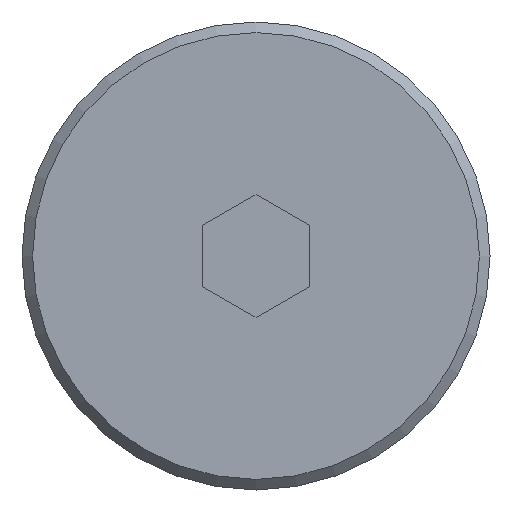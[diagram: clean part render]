
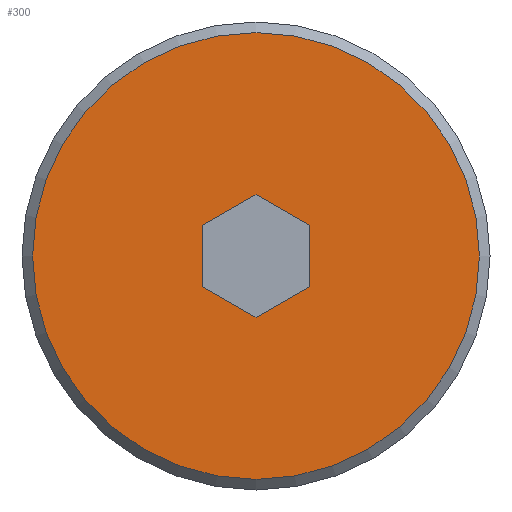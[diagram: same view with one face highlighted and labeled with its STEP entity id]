
A CAD part, front view. The second image highlights one B-rep face of the part: STEP entity #300.
In plain terms, the highlighted planar face has unit normal (0, -1, 0).
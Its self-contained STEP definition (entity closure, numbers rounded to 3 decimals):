
#15=LINE($,#480,#33);
#16=LINE($,#482,#34);
#17=LINE($,#484,#35);
#18=LINE($,#486,#36);
#19=LINE($,#488,#37);
#20=LINE($,#489,#38);
#33=VECTOR($,#380,2.887);
#34=VECTOR($,#381,2.887);
#35=VECTOR($,#382,2.887);
#36=VECTOR($,#383,2.887);
#37=VECTOR($,#384,2.887);
#38=VECTOR($,#385,2.887);
#51=PLANE($,#330);
#72=FACE_BOUND($,#112,.T.);
#73=FACE_BOUND($,#113,.T.);
#112=EDGE_LOOP($,(#229,#230,#231,#232,#233,#234));
#113=EDGE_LOOP($,(#235));
#146=CIRCLE($,#326,10.5);
#163=VERTEX_POINT($,#470);
#166=VERTEX_POINT($,#478);
#167=VERTEX_POINT($,#479);
#168=VERTEX_POINT($,#481);
#169=VERTEX_POINT($,#483);
#170=VERTEX_POINT($,#485);
#171=VERTEX_POINT($,#487);
#190=EDGE_CURVE($,#163,#163,#146,.T.);
#193=EDGE_CURVE($,#166,#167,#15,.T.);
#194=EDGE_CURVE($,#167,#168,#16,.T.);
#195=EDGE_CURVE($,#168,#169,#17,.T.);
#196=EDGE_CURVE($,#169,#170,#18,.T.);
#197=EDGE_CURVE($,#170,#171,#19,.T.);
#198=EDGE_CURVE($,#171,#166,#20,.T.);
#229=ORIENTED_EDGE($,*,*,#193,.T.);
#230=ORIENTED_EDGE($,*,*,#194,.T.);
#231=ORIENTED_EDGE($,*,*,#195,.T.);
#232=ORIENTED_EDGE($,*,*,#196,.T.);
#233=ORIENTED_EDGE($,*,*,#197,.T.);
#234=ORIENTED_EDGE($,*,*,#198,.T.);
#235=ORIENTED_EDGE($,*,*,#190,.F.);
#300=ADVANCED_FACE($,(#72,#73),#51,.T.);
#326=AXIS2_PLACEMENT_3D($,#471,#370,#371);
#330=AXIS2_PLACEMENT_3D($,#477,#378,#379);
#370=DIRECTION('center_axis',(0.,1.,0.));
#371=DIRECTION('ref_axis',(0.,0.,1.));
#378=DIRECTION('center_axis',(0.,-1.,0.));
#379=DIRECTION('ref_axis',(0.,0.,-1.));
#380=DIRECTION($,(0.866,0.,-0.5));
#381=DIRECTION($,(0.,0.,-1.));
#382=DIRECTION($,(-0.866,0.,-0.5));
#383=DIRECTION($,(-0.866,0.,0.5));
#384=DIRECTION($,(0.,0.,1.));
#385=DIRECTION($,(0.866,0.,0.5));
#470=CARTESIAN_POINT('',(0.,0.,-10.5));
#471=CARTESIAN_POINT('Origin',(0.,0.,0.));
#477=CARTESIAN_POINT('Origin',(0.,0.,5.5));
#478=CARTESIAN_POINT('',(0.,0.,2.887));
#479=CARTESIAN_POINT('',(2.5,0.,1.443));
#480=CARTESIAN_POINT($,(0.684,0.,2.492));
#481=CARTESIAN_POINT('',(2.5,0.,-1.443));
#482=CARTESIAN_POINT($,(2.5,0.,2.75));
#483=CARTESIAN_POINT('',(0.,0.,-2.887));
#484=CARTESIAN_POINT($,(1.816,0.,-1.838));
#485=CARTESIAN_POINT('',(-2.5,0.,-1.443));
#486=CARTESIAN_POINT($,(-3.066,0.,-1.117));
#487=CARTESIAN_POINT('',(-2.5,0.,1.443));
#488=CARTESIAN_POINT($,(-2.5,0.,3.472));
#489=CARTESIAN_POINT($,(0.566,0.,3.213));
